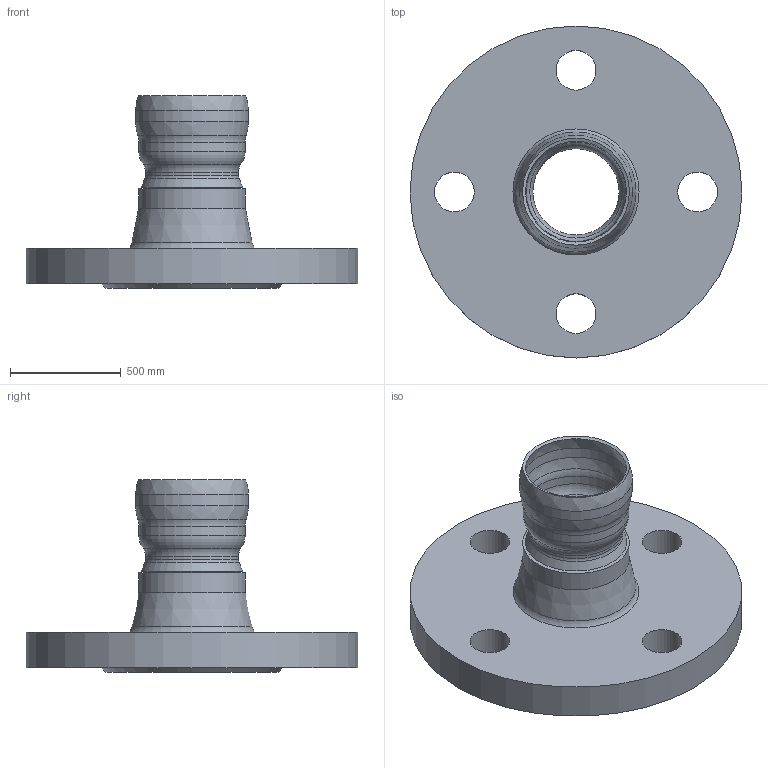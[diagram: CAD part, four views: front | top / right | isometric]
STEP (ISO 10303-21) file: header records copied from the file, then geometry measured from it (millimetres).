
FILE_DESCRIPTION(/* description */ (''),/* implementation_level */ '2;1');
FILE_NAME(/* name */ '82511.040X_3D.stp',/* time_stamp */ '2024-12-11T08:39:26+01:00',/* author */ ('CAD'),/* organization */ (''),/* preprocessor_version */ 'ST-DEVELOPER v20',/* originating_system */ 'AutoCAD Mechanical',/* authorisation */ '');
FILE_SCHEMA (('AUTOMOTIVE_DESIGN { 1 0 10303 214 3 1 1 }'));
Length unit declared in the file: centimetre
Products named in the file (2): Product; *S0
Assembly tree (1 placements, depth 2):
  Product
    *S0
Bounding box: 1500 x 1500 x 870 mm (x, y, z)
Volume: 274704325.5 mm3; surface area: 6434536.9 mm2
Topology: 2 solids, 2 shells, 36 faces, 89 edges, 57 vertices
Faces by surface type: cylinder 11, torus 9, cone 8, plane 4, bspline 4
Full cylindrical faces by diameter (mm): 180 x4, 390 x1, 420 x1, 431 x1, 450 x1, 480 x1, 483 x1, 1500 x1
Entity records: 1262 total; most frequent: CARTESIAN_POINT 289, DIRECTION 229, ORIENTED_EDGE 178, AXIS2_PLACEMENT_3D 105, EDGE_CURVE 89, CIRCLE 70, VERTEX_POINT 57, EDGE_LOOP 48
